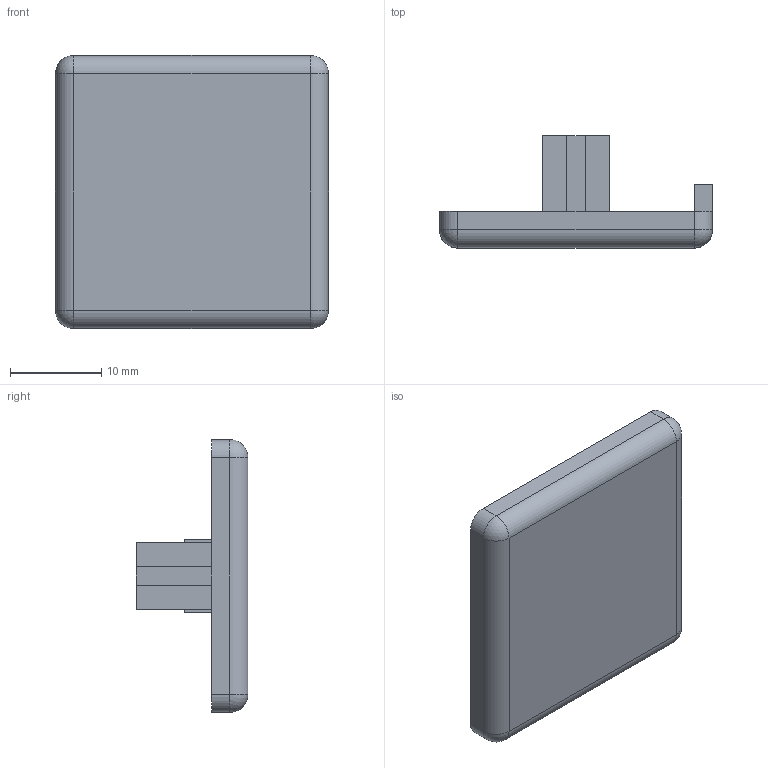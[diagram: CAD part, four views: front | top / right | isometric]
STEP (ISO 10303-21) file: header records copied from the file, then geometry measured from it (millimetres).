
FILE_DESCRIPTION((''),'2;1');
FILE_NAME('AR3710.stp','2021-01-08T15:26:41',('arma03'),(''),'Autodesk Inventor 2013','Autodesk Inventor 2013','');
FILE_SCHEMA(('AUTOMOTIVE_DESIGN { 1 0 10303 214 1 1 1 1 }'));
Length unit declared in the file: millimetre
Products named in the file (1): AR3710
Bounding box: 30 x 12.3 x 30 mm (x, y, z)
Volume: 3095 mm3; surface area: 2593.1 mm2
Topology: 1 solids, 1 shells, 39 faces, 96 edges, 60 vertices
Faces by surface type: plane 27, cylinder 8, sphere 4
Entity records: 1164 total; most frequent: CARTESIAN_POINT 196, DIRECTION 192, ORIENTED_EDGE 192, EDGE_CURVE 96, VECTOR 80, LINE 80, VERTEX_POINT 60, AXIS2_PLACEMENT_3D 56
